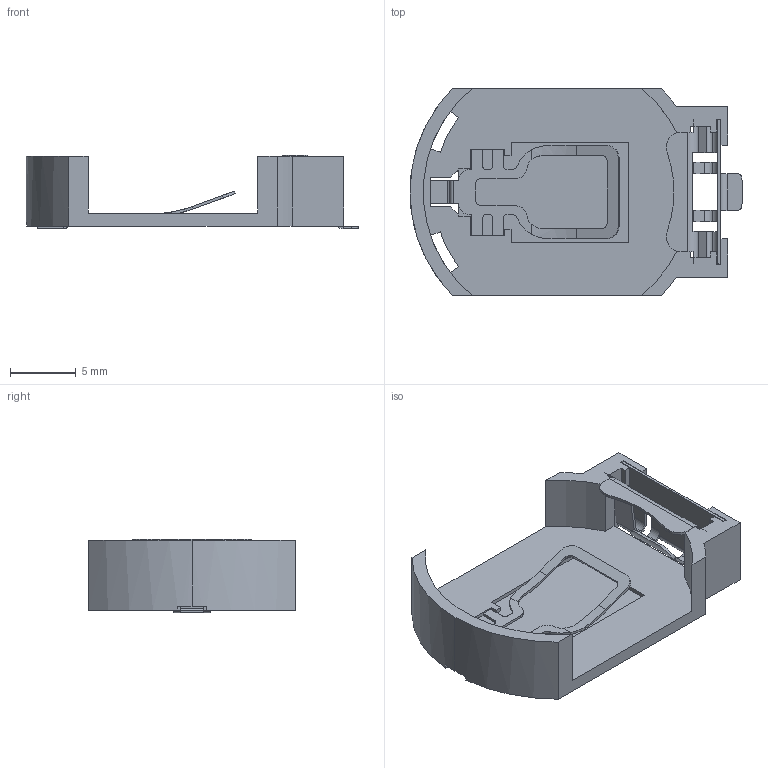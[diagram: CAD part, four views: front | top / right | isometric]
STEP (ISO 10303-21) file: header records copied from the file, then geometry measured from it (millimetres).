
FILE_DESCRIPTION (( 'STEP AP214' ), '1' );
FILE_NAME ('BAT-TH_BS-8-1.step', '2022-09-19T03:24:46', ( '' ), ( '' ), 'SwSTEP 2.0', 'SolidWorks 2020', '' );
FILE_SCHEMA (( 'AUTOMOTIVE_DESIGN' ));
Length unit declared in the file: millimetre
Products named in the file (1): BAT-TH_BS-8-1
Bounding box: 25.2 x 15.7 x 5.61 mm (x, y, z)
Volume: 487.2 mm3; surface area: 1486.1 mm2
Topology: 3 solids, 3 shells, 535 faces, 1465 edges, 946 vertices
Faces by surface type: plane 325, bspline 108, cylinder 102
Entity records: 23404 total; most frequent: CARTESIAN_POINT 4531, ORIENTED_EDGE 2930, DIRECTION 2287, EDGE_CURVE 1465, LINE 1003, VECTOR 1003, VERTEX_POINT 946, AXIS2_PLACEMENT_3D 642
